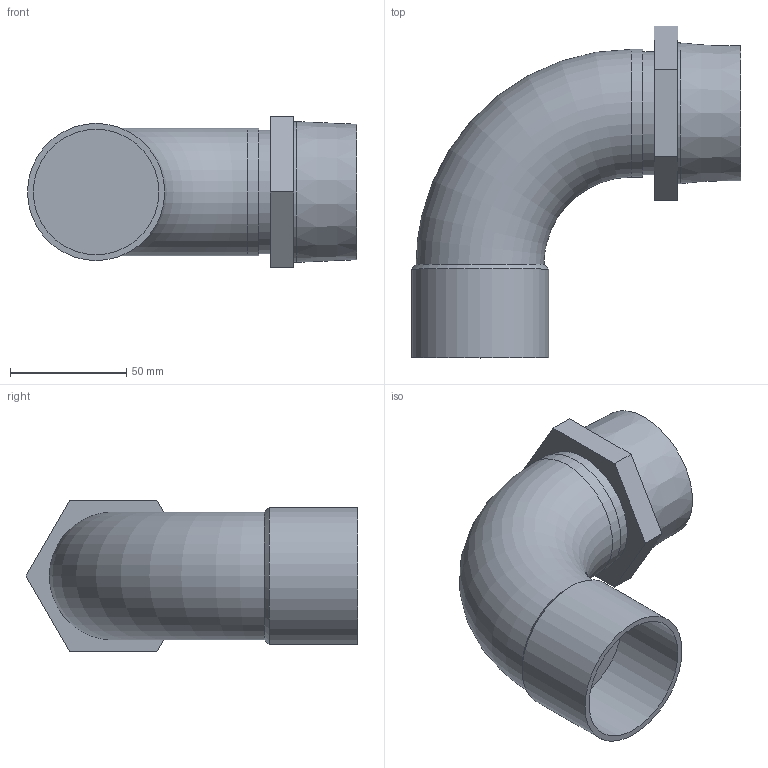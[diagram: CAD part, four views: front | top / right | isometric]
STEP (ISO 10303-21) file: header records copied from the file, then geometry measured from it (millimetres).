
FILE_DESCRIPTION(/* description */ ('Unknown'),/* implementation_level */ '2;1');
FILE_NAME(/* name */ 'F39R2DN54',/* time_stamp */ '2016-07-07T14:45:24+02:00',/* author */ ('Unknown'),/* organization */ ('Unknown'),/* preprocessor_version */ 'ST-DEVELOPER v16',/* originating_system */ 'DEX',/* authorisation */ $);
FILE_SCHEMA (('AUTOMOTIVE_DESIGN {1 0 10303 214 3 1 1}'));
Length unit declared in the file: millimetre
Products named in the file (3): F39R2DN54; COD90MHDN54corteGEN; ROSCAM2_53gen
Assembly tree (2 placements, depth 2):
  F39R2DN54
    COD90MHDN54corteGEN
    ROSCAM2_53gen
Bounding box: 141.5 x 142.73 x 65 mm (x, y, z)
Volume: 326883.8 mm3; surface area: 54828.6 mm2
Topology: 2 solids, 2 shells, 22 faces, 43 edges, 28 vertices
Faces by surface type: plane 13, cylinder 6, cone 2, torus 1
Full cylindrical faces by diameter (mm): 50 x1, 53 x1, 54 x1, 55 x1, 59 x1, 60.5 x1
Entity records: 673 total; most frequent: DIRECTION 96, CARTESIAN_POINT 83, ORIENTED_EDGE 64, AXIS2_PLACEMENT_3D 39, EDGE_LOOP 36, FACE_BOUND 36, EDGE_CURVE 32, VERTEX_POINT 26
